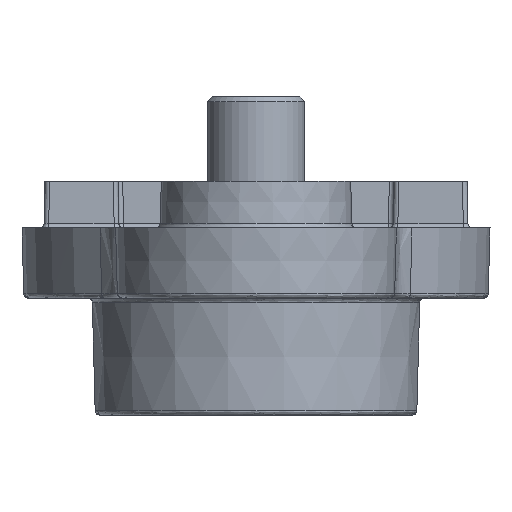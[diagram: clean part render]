
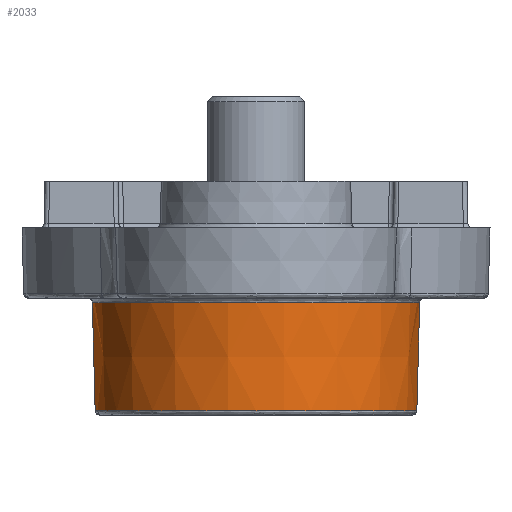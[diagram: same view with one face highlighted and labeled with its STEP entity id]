
A CAD part, left-side view. The second image highlights one B-rep face of the part: STEP entity #2033.
In plain terms, the highlighted conical face has half-angle 1.5 degrees and reference radius 3.497 mm.
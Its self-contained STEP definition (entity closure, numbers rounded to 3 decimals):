
#491 = CARTESIAN_POINT ( 'NONE',  ( 14., 0., 12.903 ) ) ;
#580 = DIRECTION ( 'NONE',  ( 0., -0.026, 1. ) ) ;
#1467 = CARTESIAN_POINT ( 'NONE',  ( 14., 0., 12.903 ) ) ;
#1511 = ORIENTED_EDGE ( 'NONE', *, *, #6951, .F. ) ;
#1639 = ORIENTED_EDGE ( 'NONE', *, *, #6929, .F. ) ;
#2033 = ADVANCED_FACE ( 'NONE', ( #3053 ), #2898, .T. ) ;
#2388 = VECTOR ( 'NONE', #580, 1000. ) ;
#2397 = AXIS2_PLACEMENT_3D ( 'NONE', #1467, #3821, #5266 ) ;
#2898 = CONICAL_SURFACE ( 'NONE', #2397, 3.497, 0.026 ) ;
#3053 = FACE_OUTER_BOUND ( 'NONE', #7116, .T. ) ;
#3067 = CARTESIAN_POINT ( 'NONE',  ( 14., 3.5, 13. ) ) ;
#3106 = DIRECTION ( 'NONE',  ( 0., -1., 0. ) ) ;
#3540 = VERTEX_POINT ( 'NONE', #6213 ) ;
#3821 = DIRECTION ( 'NONE',  ( 0., 0., 1. ) ) ;
#3826 = EDGE_CURVE ( 'NONE', #9670, #5623, #10100, .T. ) ;
#4355 = DIRECTION ( 'NONE',  ( 0., 0., -1. ) ) ;
#4406 = DIRECTION ( 'NONE',  ( 0., 0., 1. ) ) ;
#4567 = CARTESIAN_POINT ( 'NONE',  ( 14., -3.5, 13. ) ) ;
#4963 = CARTESIAN_POINT ( 'NONE',  ( 14., -3.497, 12.903 ) ) ;
#5210 = AXIS2_PLACEMENT_3D ( 'NONE', #491, #4355, #3106 ) ;
#5266 = DIRECTION ( 'NONE',  ( 0., -1., 0. ) ) ;
#5481 = AXIS2_PLACEMENT_3D ( 'NONE', #7466, #4406, #9674 ) ;
#5583 = VERTEX_POINT ( 'NONE', #7448 ) ;
#5623 = VERTEX_POINT ( 'NONE', #4963 ) ;
#6213 = CARTESIAN_POINT ( 'NONE',  ( 14., -3.437, 10.597 ) ) ;
#6797 = CIRCLE ( 'NONE', #5481, 3.437 ) ;
#6929 = EDGE_CURVE ( 'NONE', #3540, #5623, #10072, .T. ) ;
#6951 = EDGE_CURVE ( 'NONE', #9670, #5583, #7692, .T. ) ;
#7061 = DIRECTION ( 'NONE',  ( 0., -0.026, -1. ) ) ;
#7116 = EDGE_LOOP ( 'NONE', ( #1511, #9027, #1639, #7320 ) ) ;
#7142 = EDGE_CURVE ( 'NONE', #3540, #5583, #6797, .T. ) ;
#7320 = ORIENTED_EDGE ( 'NONE', *, *, #7142, .T. ) ;
#7448 = CARTESIAN_POINT ( 'NONE',  ( 14., 3.437, 10.597 ) ) ;
#7466 = CARTESIAN_POINT ( 'NONE',  ( 14., 0., 10.597 ) ) ;
#7692 = LINE ( 'NONE', #3067, #8749 ) ;
#8310 = CARTESIAN_POINT ( 'NONE',  ( 14., 3.497, 12.903 ) ) ;
#8749 = VECTOR ( 'NONE', #7061, 1000. ) ;
#9027 = ORIENTED_EDGE ( 'NONE', *, *, #3826, .T. ) ;
#9670 = VERTEX_POINT ( 'NONE', #8310 ) ;
#9674 = DIRECTION ( 'NONE',  ( 0., -1., 0. ) ) ;
#10072 = LINE ( 'NONE', #4567, #2388 ) ;
#10100 = CIRCLE ( 'NONE', #5210, 3.497 ) ;
